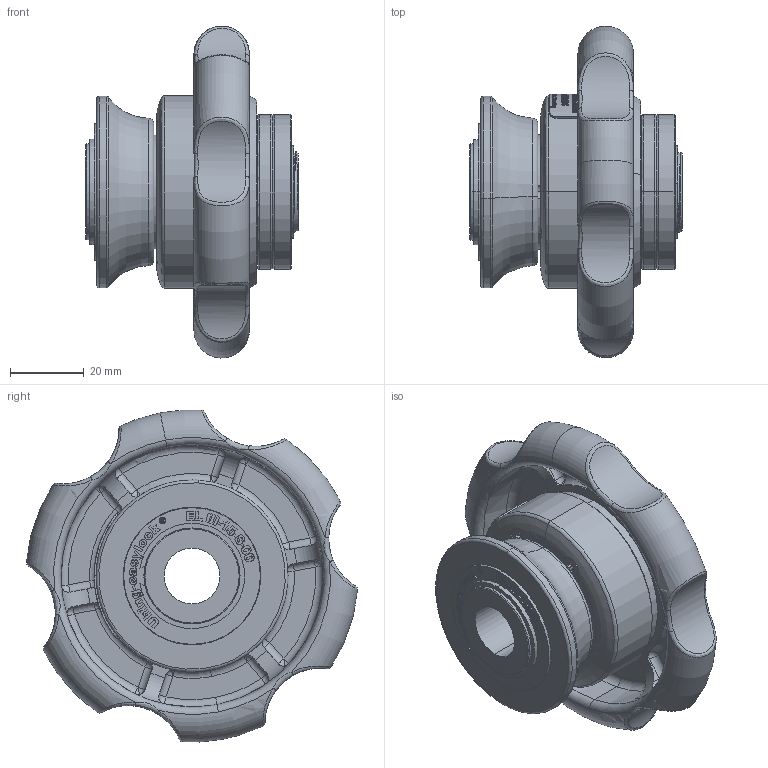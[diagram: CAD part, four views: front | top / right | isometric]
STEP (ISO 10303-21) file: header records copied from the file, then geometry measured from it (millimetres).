
FILE_DESCRIPTION (( 'STEP AP214' ), '1' );
FILE_NAME ('549153003.STEP', '2019-11-07T13:27:08', ( '' ), ( '' ), 'SwSTEP 2.0', 'SolidWorks 2019', '' );
FILE_SCHEMA (( 'AUTOMOTIVE_DESIGN' ));
Length unit declared in the file: millimetre
Products named in the file (1): 549153003
Bounding box: 57.4 x 89.68 x 89.88 mm (x, y, z)
Volume: 88258.2 mm3; surface area: 60629.3 mm2
Topology: 30 solids, 30 shells, 2453 faces, 6385 edges, 4135 vertices
Faces by surface type: bspline 1007, plane 896, cylinder 385, cone 84, torus 49, sphere 32
Entity records: 174331 total; most frequent: CARTESIAN_POINT 94841, ORIENTED_EDGE 12610, DIRECTION 7565, EDGE_CURVE 6305, VERTEX_POINT 4123, B_SPLINE_CURVE_WITH_KNOTS 2801, EDGE_LOOP 2708, AXIS2_PLACEMENT_3D 2619
